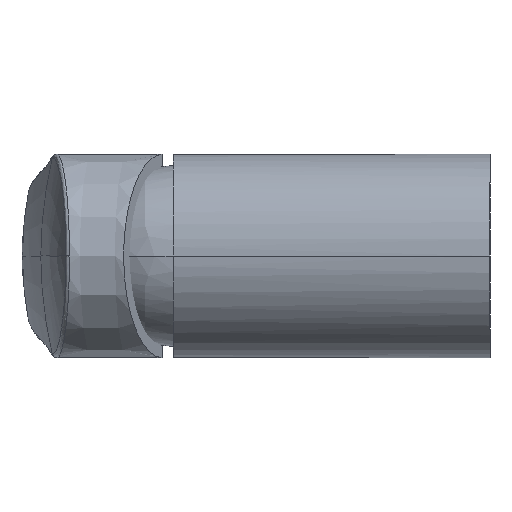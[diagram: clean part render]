
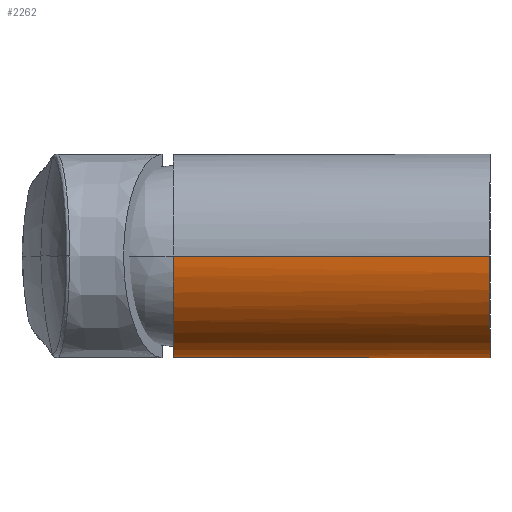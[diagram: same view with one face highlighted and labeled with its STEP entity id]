
A CAD part, left-side view. The second image highlights one B-rep face of the part: STEP entity #2262.
In plain terms, the highlighted cylindrical face has radius 22.5 mm (diameter 45 mm), a partial arc.
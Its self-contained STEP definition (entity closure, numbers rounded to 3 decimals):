
#330=CARTESIAN_POINT('',(16.606,0.,-22.385));
#331=CARTESIAN_POINT('',(16.053,-6.32,-22.363));
#332=CARTESIAN_POINT('',(15.113,-18.976,-22.296));
#333=CARTESIAN_POINT('',(14.64,-31.658,-22.121));
#334=CARTESIAN_POINT('',(14.581,-38.,-21.962));
#437=CARTESIAN_POINT('',(-8.351,0.,0.));
#439=CARTESIAN_POINT('',(16.606,0.,-22.385));
#440=CARTESIAN_POINT('',(15.449,0.,-22.502));
#441=CARTESIAN_POINT('',(13.149,0.,-22.557));
#442=CARTESIAN_POINT('',(9.702,0.,-22.118));
#443=CARTESIAN_POINT('',(6.371,0.,-21.165));
#444=CARTESIAN_POINT('',(3.225,0.,-19.722));
#445=CARTESIAN_POINT('',(0.341,0.,-17.825));
#446=CARTESIAN_POINT('',(-2.218,0.,-15.518));
#447=CARTESIAN_POINT('',(-4.391,0.,-12.858));
#448=CARTESIAN_POINT('',(-6.133,0.,-9.905));
#449=CARTESIAN_POINT('',(-7.404,0.,-6.731));
#450=CARTESIAN_POINT('',(-8.178,0.,-3.399));
#451=CARTESIAN_POINT('',(-8.351,0.,-1.143));
#452=CARTESIAN_POINT('',(-8.351,0.,0.));
#471=CARTESIAN_POINT('',(16.606,0.,-22.385));
#609=DIRECTION('',(-0.122,-0.993,0.));
#610=VECTOR('',#609,18.135);
#611=CARTESIAN_POINT('',(30.602,-52.,0.));
#612=LINE('',#611,#610);
#613=DIRECTION('',(0.122,0.993,0.));
#614=VECTOR('',#613,70.526);
#615=CARTESIAN_POINT('',(-16.946,-70.,0.));
#616=LINE('',#615,#614);
#629=CARTESIAN_POINT('',(30.602,-52.,0.));
#899=CARTESIAN_POINT('',(14.581,-38.,-21.962));
#900=CARTESIAN_POINT('',(15.25,-39.135,-21.783));
#901=CARTESIAN_POINT('',(16.66,-41.224,-21.321));
#902=CARTESIAN_POINT('',(18.868,-43.847,-20.287));
#903=CARTESIAN_POINT('',(21.066,-46.001,-18.909));
#904=CARTESIAN_POINT('',(23.195,-47.754,-17.178));
#905=CARTESIAN_POINT('',(25.198,-49.158,-15.082));
#906=CARTESIAN_POINT('',(27.005,-50.252,-12.621));
#907=CARTESIAN_POINT('',(28.537,-51.064,-9.812));
#908=CARTESIAN_POINT('',(29.706,-51.615,-6.711));
#909=CARTESIAN_POINT('',(30.437,-51.931,-3.403));
#910=CARTESIAN_POINT('',(30.602,-52.,-1.138));
#911=CARTESIAN_POINT('',(30.602,-52.,0.));
#1098=CARTESIAN_POINT('',(-16.946,-70.,0.));
#1116=CARTESIAN_POINT('',(28.392,-70.,0.));
#1118=CARTESIAN_POINT('',(-16.946,-70.,0.));
#1119=CARTESIAN_POINT('',(-16.946,-70.,-2.652));
#1120=CARTESIAN_POINT('',(-16.213,-70.,-6.946));
#1121=CARTESIAN_POINT('',(-13.394,-70.,-12.386));
#1122=CARTESIAN_POINT('',(-10.423,-70.,-16.025));
#1123=CARTESIAN_POINT('',(-6.756,-70.,-18.975));
#1124=CARTESIAN_POINT('',(-2.647,-70.,-21.071));
#1125=CARTESIAN_POINT('',(0.903,-70.,-22.065));
#1126=CARTESIAN_POINT('',(3.698,-70.,-22.441));
#1127=CARTESIAN_POINT('',(5.723,-70.,-22.529));
#1128=CARTESIAN_POINT('',(7.748,-70.,-22.441));
#1129=CARTESIAN_POINT('',(10.543,-70.,-22.065));
#1130=CARTESIAN_POINT('',(14.092,-70.,-21.071));
#1131=CARTESIAN_POINT('',(18.201,-70.,-18.975));
#1132=CARTESIAN_POINT('',(21.868,-70.,-16.025));
#1133=CARTESIAN_POINT('',(24.839,-70.,-12.386));
#1134=CARTESIAN_POINT('',(27.658,-70.,-6.946));
#1135=CARTESIAN_POINT('',(28.392,-70.,-2.652));
#1136=CARTESIAN_POINT('',(28.392,-70.,0.));
#1265=VERTEX_POINT('',#471);
#1274=VERTEX_POINT('',#334);
#1275=VERTEX_POINT('',#437);
#1276=VERTEX_POINT('',#1098);
#1277=VERTEX_POINT('',#1116);
#1278=VERTEX_POINT('',#629);
#2244=CARTESIAN_POINT('',(16.557,18.235,0.));
#2245=DIRECTION('',(0.122,0.993,0.));
#2246=DIRECTION('',(-0.993,0.122,0.));
#2247=AXIS2_PLACEMENT_3D('',#2244,#2245,#2246);
#2248=CYLINDRICAL_SURFACE('',#2247,22.5);
#2249=ORIENTED_EDGE('',*,*,#2227,.F.);
#2251=ORIENTED_EDGE('',*,*,#2250,.T.);
#2253=ORIENTED_EDGE('',*,*,#2252,.F.);
#2255=ORIENTED_EDGE('',*,*,#2254,.T.);
#2257=ORIENTED_EDGE('',*,*,#2256,.F.);
#2259=ORIENTED_EDGE('',*,*,#2258,.F.);
#2260=EDGE_LOOP('',(#2249,#2251,#2253,#2255,#2257,#2259));
#2261=FACE_OUTER_BOUND('',#2260,.F.);
#2262=ADVANCED_FACE('',(#2261),#2248,.T.);
#335=B_SPLINE_CURVE_WITH_KNOTS('',3,(#330,#331,#332,#333,#334),.UNSPECIFIED.,
.F.,.F.,(4,1,4),(0.,0.5,1.),.UNSPECIFIED.);
#453=B_SPLINE_CURVE_WITH_KNOTS('',3,(#439,#440,#441,#442,#443,#444,#445,#446,
#447,#448,#449,#450,#451,#452),.UNSPECIFIED.,.F.,.F.,(4,1,1,1,1,1,1,1,1,1,1,4),(
0.,0.091,0.182,0.273,0.364,
0.455,0.545,0.636,0.727,
0.818,0.909,1.),.UNSPECIFIED.);
#912=B_SPLINE_CURVE_WITH_KNOTS('',3,(#899,#900,#901,#902,#903,#904,#905,#906,
#907,#908,#909,#910,#911),.UNSPECIFIED.,.F.,.F.,(4,1,1,1,1,1,1,1,1,1,4),(0.,
0.1,0.2,0.3,0.4,0.5,0.6,0.7,0.8,0.9,1.),.UNSPECIFIED.);
#1137=B_SPLINE_CURVE_WITH_KNOTS('',3,(#1118,#1119,#1120,#1121,#1122,#1123,#1124,
#1125,#1126,#1127,#1128,#1129,#1130,#1131,#1132,#1133,#1134,#1135,#1136),
.UNSPECIFIED.,.F.,.F.,(4,1,1,1,1,1,1,1,1,1,1,1,1,1,1,1,4),(0.,0.125,
0.188,0.25,0.313,0.375,0.438,0.469,0.5,0.531,0.563,
0.625,0.688,0.75,0.813,0.875,1.),.UNSPECIFIED.);
#2227=EDGE_CURVE('',#1265,#1274,#335,.T.);
#2250=EDGE_CURVE('',#1265,#1275,#453,.T.);
#2252=EDGE_CURVE('',#1276,#1275,#616,.T.);
#2254=EDGE_CURVE('',#1276,#1277,#1137,.T.);
#2256=EDGE_CURVE('',#1278,#1277,#612,.T.);
#2258=EDGE_CURVE('',#1274,#1278,#912,.T.);
